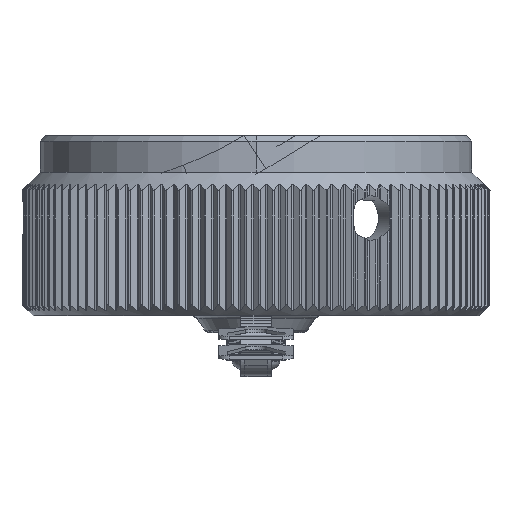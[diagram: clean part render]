
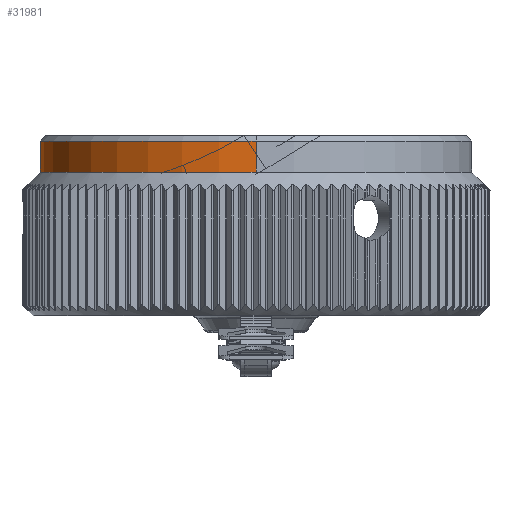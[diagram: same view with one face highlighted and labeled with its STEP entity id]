
A CAD part, left-side view. The second image highlights one B-rep face of the part: STEP entity #31981.
In plain terms, the highlighted cylindrical face has radius 19.5 mm (diameter 39 mm), a partial arc.
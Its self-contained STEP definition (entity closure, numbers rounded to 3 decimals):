
#34=CARTESIAN_POINT('',(0.,0.,-4.9));
#35=DIRECTION('',(0.,0.,1.));
#36=DIRECTION('',(0.,1.,0.));
#37=AXIS2_PLACEMENT_3D('',#34,#35,#36);
#632=CARTESIAN_POINT('',(0.,0.,-4.9));
#633=DIRECTION('',(0.,0.,1.));
#634=DIRECTION('',(1.,0.,0.));
#635=AXIS2_PLACEMENT_3D('',#632,#633,#634);
#4983=CARTESIAN_POINT('',(0.,0.,-2.1));
#4984=DIRECTION('',(0.,0.,-1.));
#4985=DIRECTION('',(-1.,0.,0.));
#4986=AXIS2_PLACEMENT_3D('',#4983,#4984,#4985);
#4988=DIRECTION('',(0.,0.,1.));
#4989=VECTOR('',#4988,2.8);
#4990=CARTESIAN_POINT('',(19.5,0.,-4.9));
#4991=LINE('',#4990,#4989);
#4992=DIRECTION('',(0.,0.,-1.));
#4993=VECTOR('',#4992,2.8);
#4994=CARTESIAN_POINT('',(-19.5,0.,
-2.1));
#4995=LINE('',#4994,#4993);
#25394=CARTESIAN_POINT('',(0.,19.5,-4.9));
#25395=VERTEX_POINT('',#25394);
#25396=CARTESIAN_POINT('',(-19.5,0.,-4.9));
#25397=VERTEX_POINT('',#25396);
#25916=CARTESIAN_POINT('',(19.5,0.,-4.9));
#25917=VERTEX_POINT('',#25916);
#26061=CARTESIAN_POINT('',(19.5,0.,
-2.1));
#26062=VERTEX_POINT('',#26061);
#26063=CARTESIAN_POINT('',(-19.5,0.,-2.1));
#26064=VERTEX_POINT('',#26063);
#31967=CARTESIAN_POINT('',(0.,0.,-4.981));
#31968=DIRECTION('',(0.,0.,1.));
#31969=DIRECTION('',(-1.,0.,0.));
#31970=AXIS2_PLACEMENT_3D('',#31967,#31968,#31969);
#31971=CYLINDRICAL_SURFACE('',#31970,19.5);
#31972=ORIENTED_EDGE('',*,*,#28430,.F.);
#31974=ORIENTED_EDGE('',*,*,#31973,.T.);
#31975=ORIENTED_EDGE('',*,*,#31961,.F.);
#31977=ORIENTED_EDGE('',*,*,#31976,.T.);
#31978=ORIENTED_EDGE('',*,*,#26687,.F.);
#31979=EDGE_LOOP('',(#31972,#31974,#31975,#31977,#31978));
#31980=FACE_OUTER_BOUND('',#31979,.F.);
#31981=ADVANCED_FACE('',(#31980),#31971,.T.);
#38=CIRCLE('',#37,19.5);
#636=CIRCLE('',#635,19.5);
#4987=CIRCLE('',#4986,19.5);
#26687=EDGE_CURVE('',#25395,#25397,#38,.T.);
#28430=EDGE_CURVE('',#25917,#25395,#636,.T.);
#31961=EDGE_CURVE('',#26064,#26062,#4987,.T.);
#31973=EDGE_CURVE('',#25917,#26062,#4991,.T.);
#31976=EDGE_CURVE('',#26064,#25397,#4995,.T.);
